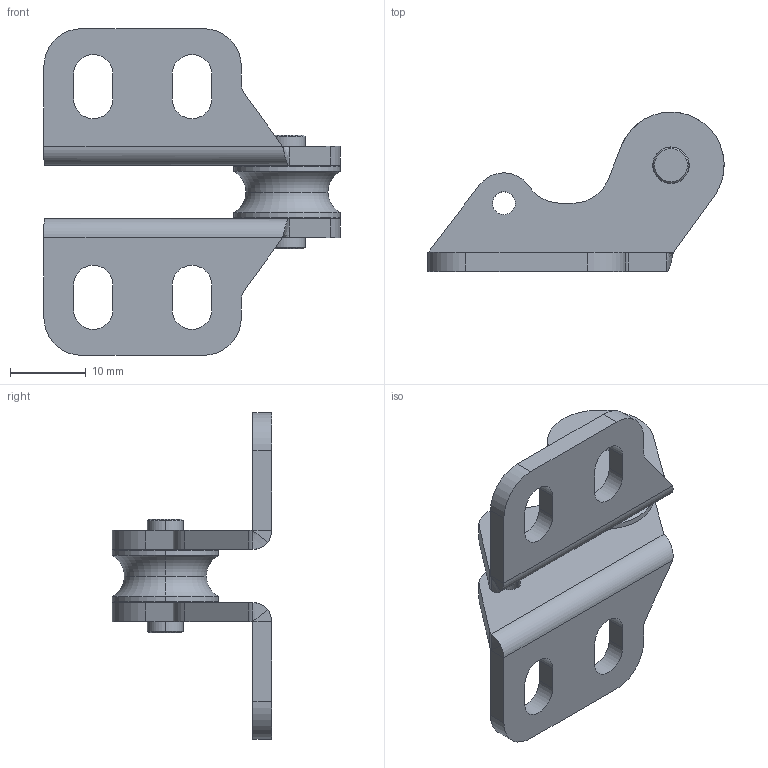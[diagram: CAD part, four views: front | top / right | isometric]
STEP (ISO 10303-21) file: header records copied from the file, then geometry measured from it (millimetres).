
FILE_DESCRIPTION (( 'STEP AP214' ), '1' );
FILE_NAME ('GH-40200-LPSS.STEP', '2018-09-12T07:27:09', ( 'LinWei' ), ( '' ), 'SwSTEP 2.0', 'SolidWorks 2016', '' );
FILE_SCHEMA (( 'AUTOMOTIVE_DESIGN' ));
Length unit declared in the file: millimetre
Products named in the file (5): GH-40200-LPSS; 4410140; GH-40200 左連接片; GH-40200 右連接片; 4410134
Assembly tree (4 placements, depth 2):
  GH-40200-LPSS
    4410140
    GH-40200 左連接片
    GH-40200 右連接片
    4410134
Bounding box: 39 x 21 x 43.01 mm (x, y, z)
Volume: 4768.1 mm3; surface area: 5110.4 mm2
Topology: 4 solids, 4 shells, 108 faces, 260 edges, 162 vertices
Faces by surface type: cylinder 48, plane 40, cone 12, bspline 4, torus 4
Entity records: 3452 total; most frequent: CARTESIAN_POINT 657, DIRECTION 576, ORIENTED_EDGE 520, EDGE_CURVE 260, AXIS2_PLACEMENT_3D 221, VERTEX_POINT 162, VECTOR 134, LINE 134
